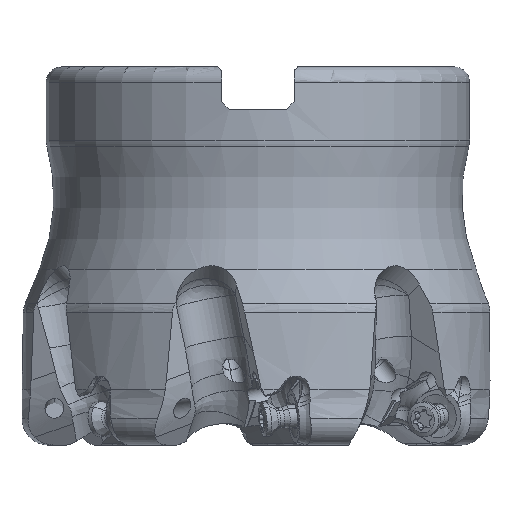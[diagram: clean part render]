
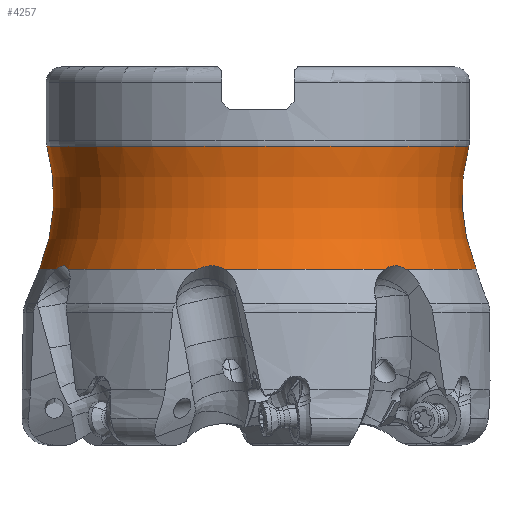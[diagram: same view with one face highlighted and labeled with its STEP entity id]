
A CAD part, front view. The second image highlights one B-rep face of the part: STEP entity #4257.
In plain terms, the highlighted toroidal (fillet/blend) face has major radius 51.782 mm and minor radius 25 mm.
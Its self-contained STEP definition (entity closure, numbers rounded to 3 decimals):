
#1960=TOROIDAL_SURFACE('',#16830,51.781,25.);
#2244=FACE_OUTER_BOUND('',#5439,.T.);
#3126=B_SPLINE_CURVE_WITH_KNOTS('',3,(#26490,#26491,#26492,#26493,#26494,
#26495,#26496,#26497,#26498,#26499),.UNSPECIFIED.,.F.,.F.,(4,3,3,4),(0.,
0.327,0.654,1.),.UNSPECIFIED.);
#3428=B_SPLINE_CURVE_WITH_KNOTS('',3,(#34745,#34746,#34747,#34748),
 .UNSPECIFIED.,.F.,.F.,(4,4),(0.,1.),.UNSPECIFIED.);
#3429=B_SPLINE_CURVE_WITH_KNOTS('',3,(#34758,#34759,#34760,#34761,#34762,
#34763,#34764,#34765,#34766,#34767),.UNSPECIFIED.,.F.,.F.,(4,3,3,4),(0.,
0.327,0.654,1.),.UNSPECIFIED.);
#3430=B_SPLINE_CURVE_WITH_KNOTS('',3,(#34771,#34772,#34773,#34774,#34775,
#34776,#34777,#34778,#34779,#34780),.UNSPECIFIED.,.F.,.F.,(4,3,3,4),(0.,
0.327,0.654,1.),.UNSPECIFIED.);
#4257=ADVANCED_FACE('',(#2244),#1960,.F.);
#5439=EDGE_LOOP('',(#7755,#7756,#7757,#7758,#7759,#7760,#7761,#7762,#7763,
#7764,#7765));
#7755=ORIENTED_EDGE('',*,*,#13782,.T.);
#7756=ORIENTED_EDGE('',*,*,#13783,.T.);
#7757=ORIENTED_EDGE('',*,*,#13784,.T.);
#7758=ORIENTED_EDGE('',*,*,#13785,.F.);
#7759=ORIENTED_EDGE('',*,*,#13786,.F.);
#7760=ORIENTED_EDGE('',*,*,#13787,.F.);
#7761=ORIENTED_EDGE('',*,*,#13788,.F.);
#7762=ORIENTED_EDGE('',*,*,#13256,.F.);
#7763=ORIENTED_EDGE('',*,*,#13249,.F.);
#7764=ORIENTED_EDGE('',*,*,#13247,.F.);
#7765=ORIENTED_EDGE('',*,*,#13781,.T.);
#11498=VERTEX_POINT('',#26476);
#11499=VERTEX_POINT('',#26478);
#11500=VERTEX_POINT('',#26500);
#11505=VERTEX_POINT('',#26522);
#11853=VERTEX_POINT('',#34744);
#11854=VERTEX_POINT('',#34751);
#11855=VERTEX_POINT('',#34753);
#11856=VERTEX_POINT('',#34755);
#11857=VERTEX_POINT('',#34757);
#11858=VERTEX_POINT('',#34768);
#11859=VERTEX_POINT('',#34770);
#13247=EDGE_CURVE('',#11498,#11499,#15427,.T.);
#13249=EDGE_CURVE('',#11499,#11500,#3126,.T.);
#13256=EDGE_CURVE('',#11500,#11505,#15432,.T.);
#13781=EDGE_CURVE('',#11498,#11853,#3428,.T.);
#13782=EDGE_CURVE('',#11853,#11854,#15539,.T.);
#13783=EDGE_CURVE('',#11854,#11855,#15540,.T.);
#13784=EDGE_CURVE('',#11855,#11856,#15541,.T.);
#13785=EDGE_CURVE('',#11857,#11856,#15542,.T.);
#13786=EDGE_CURVE('',#11858,#11857,#3429,.T.);
#13787=EDGE_CURVE('',#11859,#11858,#15543,.T.);
#13788=EDGE_CURVE('',#11505,#11859,#3430,.T.);
#15427=CIRCLE('',#16544,28.669);
#15432=CIRCLE('',#16552,28.669);
#15539=CIRCLE('',#16825,25.);
#15540=CIRCLE('',#16826,27.674);
#15541=CIRCLE('',#16827,25.);
#15542=CIRCLE('',#16828,28.669);
#15543=CIRCLE('',#16829,28.669);
#16544=AXIS2_PLACEMENT_3D('',#26477,#18487,#18488);
#16552=AXIS2_PLACEMENT_3D('',#26521,#18503,#18504);
#16825=AXIS2_PLACEMENT_3D('',#34750,#19150,#19151);
#16826=AXIS2_PLACEMENT_3D('',#34752,#19152,#19153);
#16827=AXIS2_PLACEMENT_3D('',#34754,#19154,#19155);
#16828=AXIS2_PLACEMENT_3D('',#34756,#19156,#19157);
#16829=AXIS2_PLACEMENT_3D('',#34769,#19158,#19159);
#16830=AXIS2_PLACEMENT_3D('',#34781,#19160,#19161);
#18487=DIRECTION('',(0.,0.,-1.));
#18488=DIRECTION('',(0.999,-0.054,0.));
#18503=DIRECTION('',(0.,0.,-1.));
#18504=DIRECTION('',(0.58,-0.814,0.));
#19150=DIRECTION('',(0.,1.,0.));
#19151=DIRECTION('',(-0.931,0.,-0.364));
#19152=DIRECTION('',(0.,0.,-1.));
#19153=DIRECTION('',(1.,0.,0.));
#19154=DIRECTION('',(0.,1.,0.));
#19155=DIRECTION('',(0.964,0.,0.265));
#19156=DIRECTION('',(0.,0.,-1.));
#19157=DIRECTION('',(-0.923,-0.385,0.));
#19158=DIRECTION('',(0.,0.,-1.));
#19159=DIRECTION('',(-0.275,-0.961,0.));
#19160=DIRECTION('',(0.,0.,-1.));
#19161=DIRECTION('',(-1.,0.,0.));
#26476=CARTESIAN_POINT('',(28.627,-1.55,-26.53));
#26477=CARTESIAN_POINT('',(0.,0.,-26.53));
#26478=CARTESIAN_POINT('',(19.407,-21.102,-26.53));
#26490=CARTESIAN_POINT('',(19.407,-21.102,-26.53));
#26491=CARTESIAN_POINT('',(19.099,-21.28,-26.342));
#26492=CARTESIAN_POINT('',(18.773,-21.499,-26.208));
#26493=CARTESIAN_POINT('',(18.453,-21.736,-26.142));
#26494=CARTESIAN_POINT('',(18.134,-21.974,-26.076));
#26495=CARTESIAN_POINT('',(17.813,-22.235,-26.077));
#26496=CARTESIAN_POINT('',(17.514,-22.499,-26.14));
#26497=CARTESIAN_POINT('',(17.198,-22.778,-26.207));
#26498=CARTESIAN_POINT('',(16.899,-23.067,-26.343));
#26499=CARTESIAN_POINT('',(16.637,-23.348,-26.53));
#26500=CARTESIAN_POINT('',(16.637,-23.348,-26.53));
#26521=CARTESIAN_POINT('',(0.,0.,-26.53));
#26522=CARTESIAN_POINT('',(-4.398,-28.33,-26.53));
#34744=CARTESIAN_POINT('',(28.497,0.,-26.102));
#34745=CARTESIAN_POINT('',(28.627,-1.55,-26.53));
#34746=CARTESIAN_POINT('',(28.555,-1.063,-26.29));
#34747=CARTESIAN_POINT('',(28.512,-0.548,-26.14));
#34748=CARTESIAN_POINT('',(28.497,0.,-26.102));
#34750=CARTESIAN_POINT('',(51.781,0.,-17.));
#34751=CARTESIAN_POINT('',(27.674,0.,-10.378));
#34752=CARTESIAN_POINT('',(0.,0.,-10.378));
#34753=CARTESIAN_POINT('',(-27.674,0.,-10.378));
#34754=CARTESIAN_POINT('',(-51.781,0.,-17.));
#34755=CARTESIAN_POINT('',(-28.669,0.,-26.53));
#34756=CARTESIAN_POINT('',(0.,0.,-26.53));
#34757=CARTESIAN_POINT('',(-26.465,-11.024,-26.53));
#34758=CARTESIAN_POINT('',(-24.891,-14.225,-26.53));
#34759=CARTESIAN_POINT('',(-24.996,-13.884,-26.342));
#34760=CARTESIAN_POINT('',(-25.137,-13.518,-26.208));
#34761=CARTESIAN_POINT('',(-25.298,-13.154,-26.142));
#34762=CARTESIAN_POINT('',(-25.458,-12.79,-26.076));
#34763=CARTESIAN_POINT('',(-25.641,-12.418,-26.077));
#34764=CARTESIAN_POINT('',(-25.832,-12.069,-26.14));
#34765=CARTESIAN_POINT('',(-26.034,-11.698,-26.207));
#34766=CARTESIAN_POINT('',(-26.249,-11.342,-26.343));
#34767=CARTESIAN_POINT('',(-26.465,-11.024,-26.53));
#34768=CARTESIAN_POINT('',(-24.891,-14.225,-26.53));
#34769=CARTESIAN_POINT('',(0.,0.,-26.53));
#34770=CARTESIAN_POINT('',(-7.881,-27.565,-26.53));
#34771=CARTESIAN_POINT('',(-4.398,-28.33,-26.53));
#34772=CARTESIAN_POINT('',(-4.73,-28.2,-26.342));
#34773=CARTESIAN_POINT('',(-5.104,-28.081,-26.208));
#34774=CARTESIAN_POINT('',(-5.489,-27.98,-26.142));
#34775=CARTESIAN_POINT('',(-5.873,-27.878,-26.076));
#34776=CARTESIAN_POINT('',(-6.278,-27.79,-26.077));
#34777=CARTESIAN_POINT('',(-6.671,-27.721,-26.14));
#34778=CARTESIAN_POINT('',(-7.086,-27.648,-26.207));
#34779=CARTESIAN_POINT('',(-7.498,-27.594,-26.343));
#34780=CARTESIAN_POINT('',(-7.881,-27.565,-26.53));
#34781=CARTESIAN_POINT('',(0.,0.,-17.));
